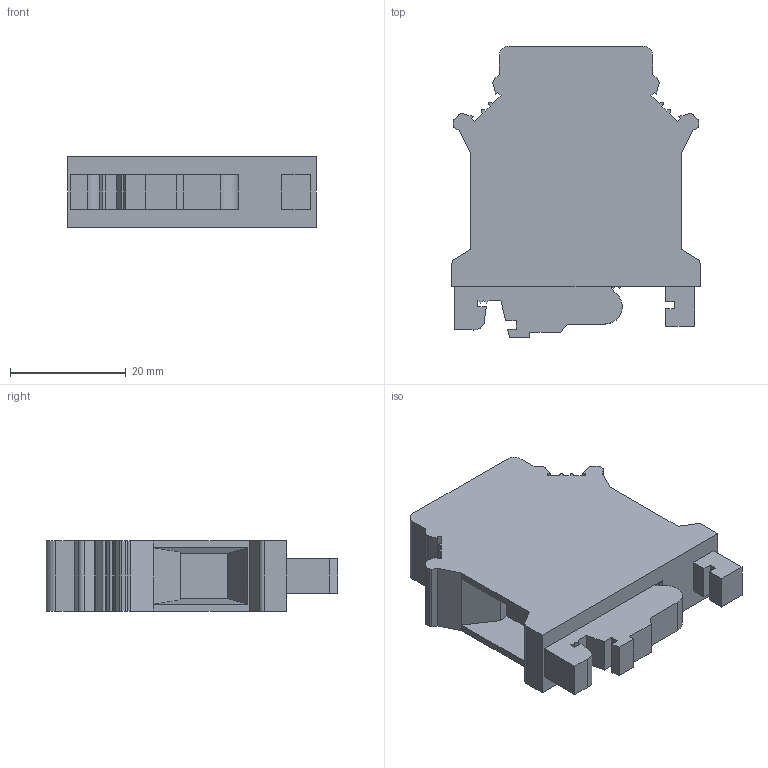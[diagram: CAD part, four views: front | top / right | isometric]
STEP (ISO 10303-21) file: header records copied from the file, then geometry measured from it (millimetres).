
FILE_DESCRIPTION((''),'2;1');
FILE_NAME('UKJ-16JD','2021-09-06T',('Administrator'),(''),'PRO/ENGINEER BY PARAMETRIC TECHNOLOGY CORPORATION, 2013230','PRO/ENGINEER BY PARAMETRIC TECHNOLOGY CORPORATION, 2013230','');
FILE_SCHEMA(('AUTOMOTIVE_DESIGN { 1 0 10303 214 1 1 1 1 }'));
Length unit declared in the file: millimetre
Products named in the file (1): UKJ-16JD
Bounding box: 43 x 50.48 x 12.2 mm (x, y, z)
Volume: 17709.2 mm3; surface area: 6395.1 mm2
Topology: 1 solids, 1 shells, 143 faces, 398 edges, 264 vertices
Faces by surface type: plane 113, cylinder 30
Entity records: 4603 total; most frequent: CARTESIAN_POINT 813, ORIENTED_EDGE 796, DIRECTION 742, EDGE_CURVE 398, VECTOR 336, LINE 336, VERTEX_POINT 264, AXIS2_PLACEMENT_3D 203
